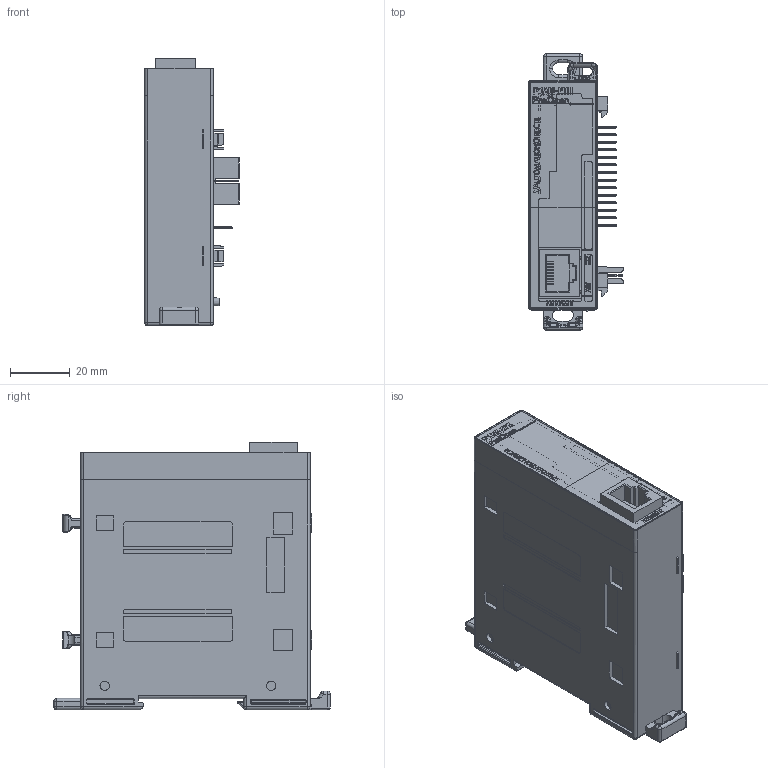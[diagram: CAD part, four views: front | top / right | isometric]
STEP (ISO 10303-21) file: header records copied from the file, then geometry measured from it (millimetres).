
FILE_DESCRIPTION (( 'STEP AP214' ), '1' );
FILE_NAME ('P1AM-ETH EXT w sketches 3Cr1 comb1 from 2XT 1B2r1 C1r1.STEP', '2020-01-21T23:58:17', ( '' ), ( '' ), 'SwSTEP 2.0', 'SolidWorks 2017', '' );
FILE_SCHEMA (( 'AUTOMOTIVE_DESIGN' ));
Length unit declared in the file: inch
Products named in the file (1): P1AM-ETH EXT w sketches 3Cr1 comb1 from 2XT 1B2r1 C1r1
Bounding box: 31.77 x 92.75 x 89.79 mm (x, y, z)
Volume: 141691.1 mm3; surface area: 35156.3 mm2
Topology: 25 solids, 25 shells, 3058 faces, 8008 edges, 5156 vertices
Faces by surface type: plane 2052, bspline 494, cylinder 443, torus 50, sphere 15, cone 4
Entity records: 113208 total; most frequent: CARTESIAN_POINT 36456, ORIENTED_EDGE 15984, DIRECTION 12696, EDGE_CURVE 7992, VECTOR 6010, LINE 6010, VERTEX_POINT 5155, EDGE_LOOP 3361
